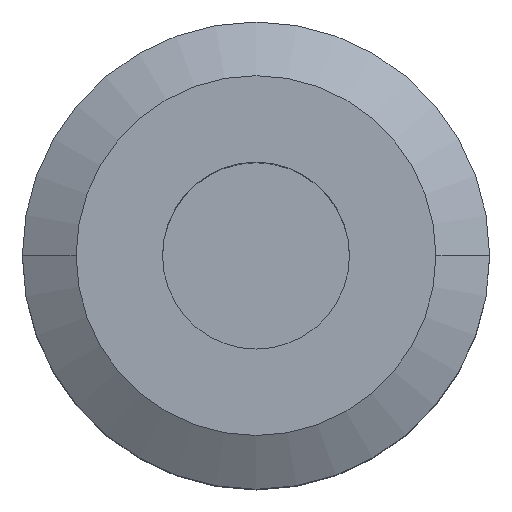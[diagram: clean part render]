
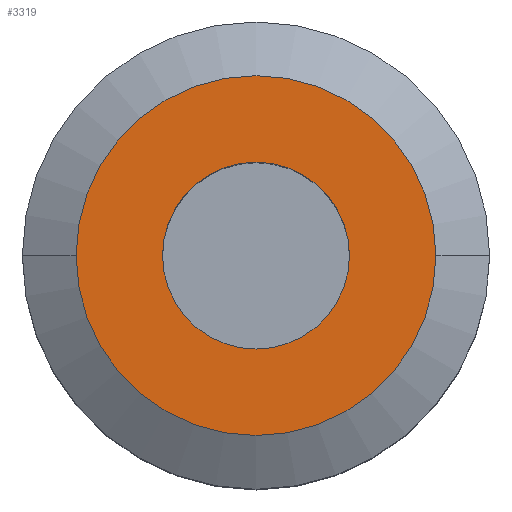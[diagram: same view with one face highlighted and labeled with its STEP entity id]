
A CAD part, top view. The second image highlights one B-rep face of the part: STEP entity #3319.
In plain terms, the highlighted planar face has unit normal (0, 0, 1).
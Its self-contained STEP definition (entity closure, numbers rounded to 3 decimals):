
#6 = CARTESIAN_POINT ( 'NONE',  ( 0., 0., 80. ) ) ;
#269 = AXIS2_PLACEMENT_3D ( 'NONE', #1682, #2225, #670 ) ;
#416 = PLANE ( 'NONE',  #269 ) ;
#459 = ORIENTED_EDGE ( 'NONE', *, *, #643, .F. ) ;
#465 = ORIENTED_EDGE ( 'NONE', *, *, #821, .T. ) ;
#517 = VERTEX_POINT ( 'NONE', #1526 ) ;
#643 = EDGE_CURVE ( 'NONE', #2837, #2484, #2681, .T. ) ;
#644 = CARTESIAN_POINT ( 'NONE',  ( 0., 0., 80. ) ) ;
#658 = FACE_OUTER_BOUND ( 'NONE', #1363, .T. ) ;
#670 = DIRECTION ( 'NONE',  ( 1., 0., 0. ) ) ;
#722 = CARTESIAN_POINT ( 'NONE',  ( 0., 0., 80. ) ) ;
#821 = EDGE_CURVE ( 'NONE', #1444, #517, #1588, .T. ) ;
#992 = DIRECTION ( 'NONE',  ( -1., 0., 0. ) ) ;
#1053 = AXIS2_PLACEMENT_3D ( 'NONE', #644, #2765, #2241 ) ;
#1124 = ORIENTED_EDGE ( 'NONE', *, *, #1936, .F. ) ;
#1363 = EDGE_LOOP ( 'NONE', ( #1124, #459 ) ) ;
#1392 = CIRCLE ( 'NONE', #2485, 10. ) ;
#1444 = VERTEX_POINT ( 'NONE', #1746 ) ;
#1526 = CARTESIAN_POINT ( 'NONE',  ( -10., 0., 80. ) ) ;
#1532 = AXIS2_PLACEMENT_3D ( 'NONE', #722, #2536, #992 ) ;
#1535 = DIRECTION ( 'NONE',  ( 0., 0., -1. ) ) ;
#1588 = CIRCLE ( 'NONE', #1053, 10. ) ;
#1682 = CARTESIAN_POINT ( 'NONE',  ( 0., 19.25, 80. ) ) ;
#1710 = DIRECTION ( 'NONE',  ( -1., 0., 0. ) ) ;
#1721 = EDGE_LOOP ( 'NONE', ( #2740, #465 ) ) ;
#1746 = CARTESIAN_POINT ( 'NONE',  ( 10., 0., 80. ) ) ;
#1936 = EDGE_CURVE ( 'NONE', #2484, #2837, #3012, .T. ) ;
#2127 = FACE_BOUND ( 'NONE', #1721, .T. ) ;
#2225 = DIRECTION ( 'NONE',  ( 0., 0., 1. ) ) ;
#2241 = DIRECTION ( 'NONE',  ( -1., 0., 0. ) ) ;
#2484 = VERTEX_POINT ( 'NONE', #2558 ) ;
#2485 = AXIS2_PLACEMENT_3D ( 'NONE', #3105, #1535, #3372 ) ;
#2536 = DIRECTION ( 'NONE',  ( 0., 0., -1. ) ) ;
#2554 = AXIS2_PLACEMENT_3D ( 'NONE', #6, #3399, #1710 ) ;
#2558 = CARTESIAN_POINT ( 'NONE',  ( -19.25, 0., 80. ) ) ;
#2681 = CIRCLE ( 'NONE', #2554, 19.25 ) ;
#2730 = EDGE_CURVE ( 'NONE', #517, #1444, #1392, .T. ) ;
#2740 = ORIENTED_EDGE ( 'NONE', *, *, #2730, .T. ) ;
#2765 = DIRECTION ( 'NONE',  ( 0., 0., -1. ) ) ;
#2837 = VERTEX_POINT ( 'NONE', #2906 ) ;
#2906 = CARTESIAN_POINT ( 'NONE',  ( 19.25, 0., 80. ) ) ;
#3012 = CIRCLE ( 'NONE', #1532, 19.25 ) ;
#3105 = CARTESIAN_POINT ( 'NONE',  ( 0., 0., 80. ) ) ;
#3319 = ADVANCED_FACE ( 'NONE', ( #2127, #658 ), #416, .T. ) ;
#3372 = DIRECTION ( 'NONE',  ( -1., 0., 0. ) ) ;
#3399 = DIRECTION ( 'NONE',  ( 0., 0., -1. ) ) ;
